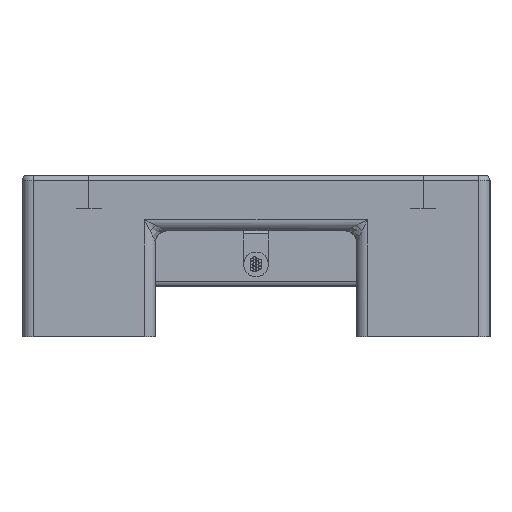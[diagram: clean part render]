
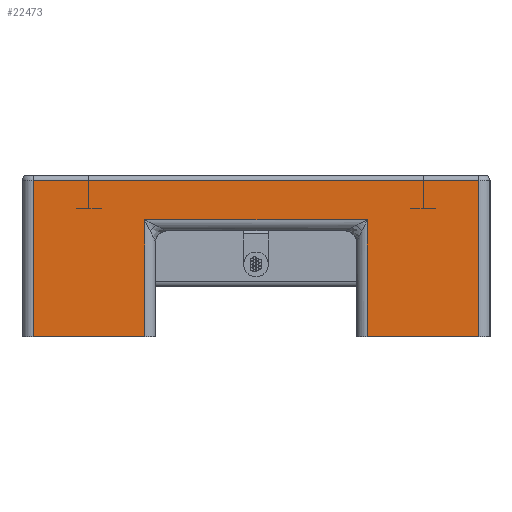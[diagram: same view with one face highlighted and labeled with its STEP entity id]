
A CAD part, left-side view. The second image highlights one B-rep face of the part: STEP entity #22473.
In plain terms, the highlighted planar face has unit normal (-1, 0, 0).
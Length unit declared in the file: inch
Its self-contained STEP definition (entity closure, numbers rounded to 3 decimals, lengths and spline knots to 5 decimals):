
#2539=DIRECTION('',(0.,0.,-1.));
#2540=VECTOR('',#2539,0.41337);
#2541=CARTESIAN_POINT('',(-1.63386,-0.39369,
0.03936));
#2542=LINE('',#2541,#2540);
#2571=DIRECTION('',(0.,1.,0.));
#2572=VECTOR('',#2571,0.78738);
#2573=CARTESIAN_POINT('',(-1.63386,-0.39369,
0.03936));
#2574=LINE('',#2573,#2572);
#2575=DIRECTION('',(0.,0.,-1.));
#2576=VECTOR('',#2575,0.55118);
#2577=CARTESIAN_POINT('',(-1.63386,0.7874,
0.17717));
#2578=LINE('',#2577,#2576);
#2579=DIRECTION('',(0.,-1.,0.));
#2580=VECTOR('',#2579,1.5748);
#2581=CARTESIAN_POINT('',(-1.63386,0.7874,
0.17717));
#2582=LINE('',#2581,#2580);
#2583=DIRECTION('',(0.,0.,1.));
#2584=VECTOR('',#2583,0.55118);
#2585=CARTESIAN_POINT('',(-1.63386,-0.7874,
-0.37402));
#2586=LINE('',#2585,#2584);
#2587=DIRECTION('',(0.,0.,1.));
#2588=VECTOR('',#2587,0.41338);
#2589=CARTESIAN_POINT('',(-1.63386,0.3937,
-0.37402));
#2590=LINE('',#2589,#2588);
#4063=DIRECTION('',(0.,1.,0.));
#4064=VECTOR('',#4063,0.3937);
#4065=CARTESIAN_POINT('',(-1.63386,-0.7874,
-0.37402));
#4066=LINE('',#4065,#4064);
#4152=DIRECTION('',(0.,1.,0.));
#4153=VECTOR('',#4152,0.3937);
#4154=CARTESIAN_POINT('',(-1.63386,0.3937,
-0.37402));
#4155=LINE('',#4154,#4153);
#15157=CARTESIAN_POINT('',(-1.63386,0.7874,
-0.37402));
#15159=VERTEX_POINT('',#15157);
#15162=CARTESIAN_POINT('',(-1.63386,-0.7874,
-0.37402));
#15164=VERTEX_POINT('',#15162);
#15175=CARTESIAN_POINT('',(-1.63386,0.3937,
-0.37402));
#15176=VERTEX_POINT('',#15175);
#15207=CARTESIAN_POINT('',(-1.63386,0.7874,
0.17717));
#15208=VERTEX_POINT('',#15207);
#15211=CARTESIAN_POINT('',(-1.63386,-0.7874,
0.17717));
#15212=VERTEX_POINT('',#15211);
#15275=CARTESIAN_POINT('',(-1.63386,-0.3937,
-0.37402));
#15276=VERTEX_POINT('',#15275);
#15317=CARTESIAN_POINT('',(-1.63386,-0.39369,
0.03936));
#15318=CARTESIAN_POINT('',(-1.63386,0.39369,
0.03936));
#15319=VERTEX_POINT('',#15317);
#15320=VERTEX_POINT('',#15318);
#22452=CARTESIAN_POINT('',(-1.63386,0.82677,0.));
#22453=DIRECTION('',(-1.,0.,0.));
#22454=DIRECTION('',(0.,-1.,0.));
#22455=AXIS2_PLACEMENT_3D('',#22452,#22453,#22454);
#22456=PLANE('',#22455);
#22457=ORIENTED_EDGE('',*,*,#22439,.T.);
#22459=ORIENTED_EDGE('',*,*,#22458,.F.);
#22461=ORIENTED_EDGE('',*,*,#22460,.T.);
#22463=ORIENTED_EDGE('',*,*,#22462,.F.);
#22465=ORIENTED_EDGE('',*,*,#22464,.T.);
#22467=ORIENTED_EDGE('',*,*,#22466,.F.);
#22469=ORIENTED_EDGE('',*,*,#22468,.T.);
#22470=ORIENTED_EDGE('',*,*,#22376,.F.);
#22471=EDGE_LOOP('',(#22457,#22459,#22461,#22463,#22465,#22467,#22469,#22470));
#22472=FACE_OUTER_BOUND('',#22471,.F.);
#22473=ADVANCED_FACE('',(#22472),#22456,.T.);
#22376=EDGE_CURVE('',#15319,#15276,#2542,.T.);
#22439=EDGE_CURVE('',#15319,#15320,#2574,.T.);
#22458=EDGE_CURVE('',#15176,#15320,#2590,.T.);
#22460=EDGE_CURVE('',#15176,#15159,#4155,.T.);
#22462=EDGE_CURVE('',#15208,#15159,#2578,.T.);
#22464=EDGE_CURVE('',#15208,#15212,#2582,.T.);
#22466=EDGE_CURVE('',#15164,#15212,#2586,.T.);
#22468=EDGE_CURVE('',#15164,#15276,#4066,.T.);
